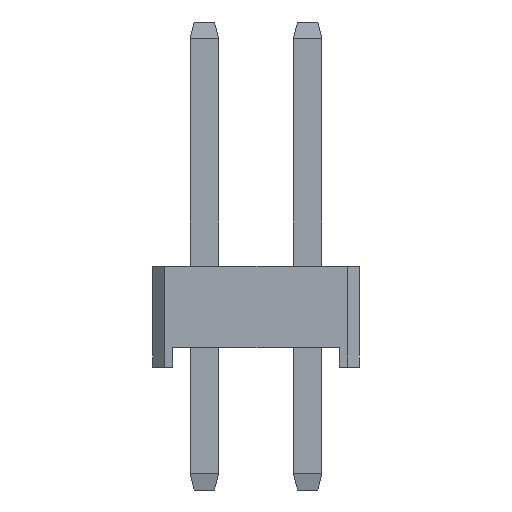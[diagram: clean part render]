
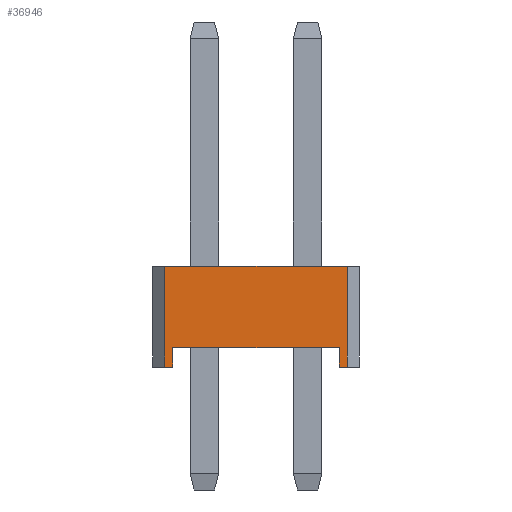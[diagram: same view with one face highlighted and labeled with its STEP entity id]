
A CAD part, left-side view. The second image highlights one B-rep face of the part: STEP entity #36946.
In plain terms, the highlighted planar face has unit normal (-1, 0, 0).
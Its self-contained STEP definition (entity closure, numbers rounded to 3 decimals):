
#765 = EDGE_CURVE ( 'NONE', #5085, #21206, #8988, .T. ) ;
#1024 = CARTESIAN_POINT ( 'NONE',  ( -1.27, 0.77, 0.5 ) ) ;
#1168 = CARTESIAN_POINT ( 'NONE',  ( -1.27, -3.51, 2.5 ) ) ;
#3022 = CARTESIAN_POINT ( 'NONE',  ( -1.27, 0.97, 2.5 ) ) ;
#3268 = LINE ( 'NONE', #19444, #21773 ) ;
#5085 = VERTEX_POINT ( 'NONE', #53605 ) ;
#6995 = FACE_OUTER_BOUND ( 'NONE', #38310, .T. ) ;
#7438 = CARTESIAN_POINT ( 'NONE',  ( -1.27, -3.31, 0.02 ) ) ;
#8536 = CARTESIAN_POINT ( 'NONE',  ( -1.27, 0., 0.02 ) ) ;
#8979 = VERTEX_POINT ( 'NONE', #48777 ) ;
#8988 = LINE ( 'NONE', #19653, #51887 ) ;
#9979 = DIRECTION ( 'NONE',  ( 0., 0., -1. ) ) ;
#11290 = LINE ( 'NONE', #1168, #18928 ) ;
#11601 = ORIENTED_EDGE ( 'NONE', *, *, #25145, .T. ) ;
#12057 = ORIENTED_EDGE ( 'NONE', *, *, #41615, .F. ) ;
#14884 = EDGE_CURVE ( 'NONE', #21206, #42049, #60169, .T. ) ;
#15483 = ORIENTED_EDGE ( 'NONE', *, *, #49355, .T. ) ;
#15840 = VERTEX_POINT ( 'NONE', #7438 ) ;
#16430 = DIRECTION ( 'NONE',  ( 0., 1., 0. ) ) ;
#17920 = LINE ( 'NONE', #8536, #26179 ) ;
#18581 = VERTEX_POINT ( 'NONE', #46243 ) ;
#18928 = VECTOR ( 'NONE', #30971, 1000. ) ;
#19444 = CARTESIAN_POINT ( 'NONE',  ( -1.27, -3.31, 0.52 ) ) ;
#19460 = DIRECTION ( 'NONE',  ( 0., -1., 0. ) ) ;
#19653 = CARTESIAN_POINT ( 'NONE',  ( -1.27, 0.97, 2.5 ) ) ;
#21206 = VERTEX_POINT ( 'NONE', #36892 ) ;
#21773 = VECTOR ( 'NONE', #38840, 1000. ) ;
#21873 = PLANE ( 'NONE',  #53190 ) ;
#22329 = ORIENTED_EDGE ( 'NONE', *, *, #14884, .T. ) ;
#22749 = DIRECTION ( 'NONE',  ( 0., -1., 0. ) ) ;
#24871 = VECTOR ( 'NONE', #22749, 1000. ) ;
#25145 = EDGE_CURVE ( 'NONE', #50056, #18581, #38881, .T. ) ;
#26096 = DIRECTION ( 'NONE',  ( 1., 0., 0. ) ) ;
#26179 = VECTOR ( 'NONE', #53111, 1000. ) ;
#27086 = VECTOR ( 'NONE', #19460, 1000. ) ;
#27921 = LINE ( 'NONE', #3022, #24871 ) ;
#28633 = VERTEX_POINT ( 'NONE', #45888 ) ;
#30971 = DIRECTION ( 'NONE',  ( 0., 0., -1. ) ) ;
#33125 = VECTOR ( 'NONE', #52051, 1000. ) ;
#36892 = CARTESIAN_POINT ( 'NONE',  ( -1.27, 0.97, 0.02 ) ) ;
#36946 = ADVANCED_FACE ( 'NONE', ( #6995 ), #21873, .F. ) ;
#37224 = LINE ( 'NONE', #56916, #33125 ) ;
#38310 = EDGE_LOOP ( 'NONE', ( #44840, #22329, #58361, #11601, #15483, #44514, #39378, #12057 ) ) ;
#38840 = DIRECTION ( 'NONE',  ( 0., 0., -1. ) ) ;
#38881 = LINE ( 'NONE', #39518, #55901 ) ;
#39378 = ORIENTED_EDGE ( 'NONE', *, *, #54420, .F. ) ;
#39518 = CARTESIAN_POINT ( 'NONE',  ( -1.27, 0.97, 0.5 ) ) ;
#41615 = EDGE_CURVE ( 'NONE', #5085, #28633, #27921, .T. ) ;
#42049 = VERTEX_POINT ( 'NONE', #62616 ) ;
#42399 = EDGE_CURVE ( 'NONE', #15840, #8979, #17920, .T. ) ;
#44514 = ORIENTED_EDGE ( 'NONE', *, *, #42399, .T. ) ;
#44840 = ORIENTED_EDGE ( 'NONE', *, *, #765, .T. ) ;
#45888 = CARTESIAN_POINT ( 'NONE',  ( -1.27, -3.51, 2.5 ) ) ;
#46243 = CARTESIAN_POINT ( 'NONE',  ( -1.27, -3.31, 0.5 ) ) ;
#48777 = CARTESIAN_POINT ( 'NONE',  ( -1.27, -3.51, 0.02 ) ) ;
#49173 = DIRECTION ( 'NONE',  ( 0., -1., 0. ) ) ;
#49306 = EDGE_CURVE ( 'NONE', #50056, #42049, #37224, .T. ) ;
#49355 = EDGE_CURVE ( 'NONE', #18581, #15840, #3268, .T. ) ;
#50056 = VERTEX_POINT ( 'NONE', #1024 ) ;
#50617 = CARTESIAN_POINT ( 'NONE',  ( -1.27, 0.97, 2.5 ) ) ;
#51887 = VECTOR ( 'NONE', #9979, 1000. ) ;
#52051 = DIRECTION ( 'NONE',  ( 0., 0., -1. ) ) ;
#53111 = DIRECTION ( 'NONE',  ( 0., -1., 0. ) ) ;
#53190 = AXIS2_PLACEMENT_3D ( 'NONE', #50617, #26096, #16430 ) ;
#53605 = CARTESIAN_POINT ( 'NONE',  ( -1.27, 0.97, 2.5 ) ) ;
#54420 = EDGE_CURVE ( 'NONE', #28633, #8979, #11290, .T. ) ;
#55901 = VECTOR ( 'NONE', #49173, 1000. ) ;
#56916 = CARTESIAN_POINT ( 'NONE',  ( -1.27, 0.77, 0.52 ) ) ;
#58361 = ORIENTED_EDGE ( 'NONE', *, *, #49306, .F. ) ;
#60169 = LINE ( 'NONE', #63796, #27086 ) ;
#62616 = CARTESIAN_POINT ( 'NONE',  ( -1.27, 0.77, 0.02 ) ) ;
#63796 = CARTESIAN_POINT ( 'NONE',  ( -1.27, 0., 0.02 ) ) ;
